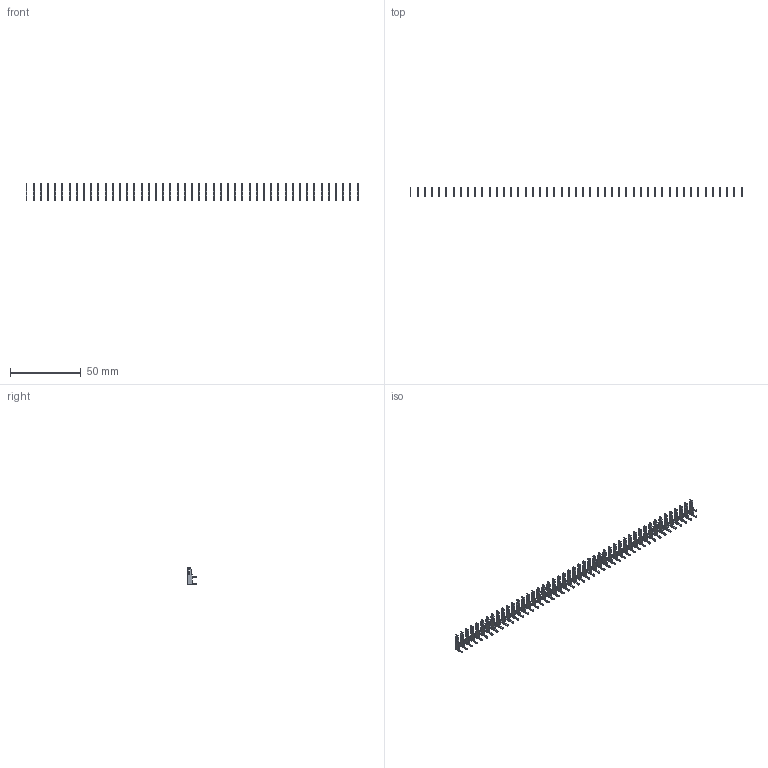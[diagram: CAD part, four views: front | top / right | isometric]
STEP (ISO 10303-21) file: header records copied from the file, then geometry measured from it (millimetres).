
FILE_DESCRIPTION (( 'STEP AP203' ), '1' );
FILE_NAME ('105-047-203-200.STEP', '2020-08-29T23:49:28', ( '' ), ( '' ), 'SwSTEP 2.0', 'SolidWorks 2020', '' );
FILE_SCHEMA (( 'CONFIG_CONTROL_DESIGN' ));
Length unit declared in the file: inch
Products named in the file (2): 105-047-203-200; 100-290-001_100-290-203
Assembly tree (47 placements, depth 2):
  105-047-203-200
    100-290-001_100-290-203  x47
Bounding box: 234.28 x 6.53 x 12.7 mm (x, y, z)
Volume: 1186.6 mm3; surface area: 5438.8 mm2
Topology: 47 solids, 47 shells, 1316 faces, 3666 edges, 2444 vertices
Faces by surface type: plane 987, cylinder 329
Entity records: 2568 total; most frequent: DIRECTION 244, CARTESIAN_POINT 220, ORIENTED_EDGE 156, CALENDAR_DATE 104, COORDINATED_UNIVERSAL_TIME_OFFSET 104, LOCAL_TIME 104, DATE_AND_TIME 104, AXIS2_PLACEMENT_3D 92
